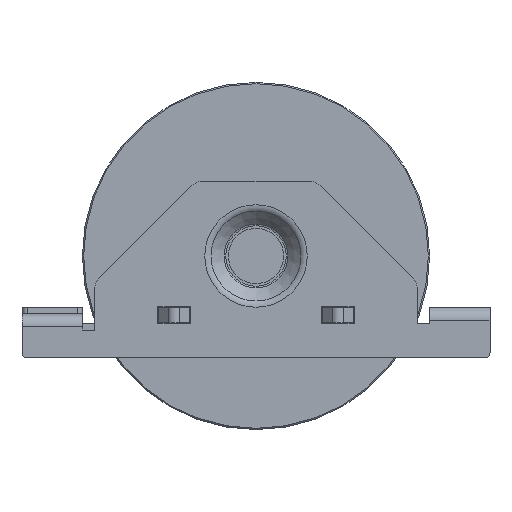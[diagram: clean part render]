
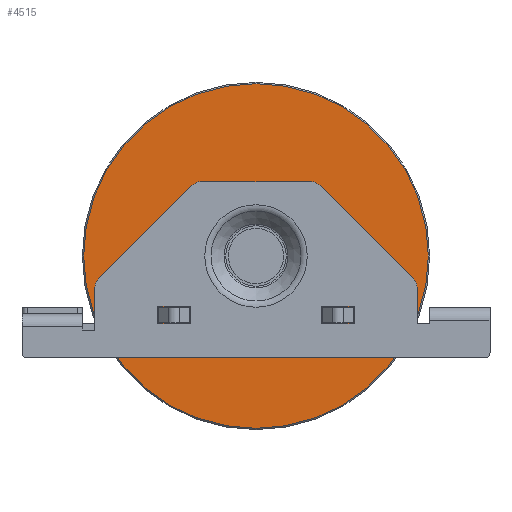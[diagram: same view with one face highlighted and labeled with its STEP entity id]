
A CAD part, front view. The second image highlights one B-rep face of the part: STEP entity #4515.
In plain terms, the highlighted planar face has unit normal (0, -1, 0).
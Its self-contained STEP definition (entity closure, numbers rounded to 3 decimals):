
#135=FACE_BOUND('',#534,.T.);
#187=PLANE('',#4786);
#305=FACE_OUTER_BOUND('',#533,.T.);
#533=EDGE_LOOP('',(#3011));
#534=EDGE_LOOP('',(#3012,#3013));
#1565=CIRCLE('',#4783,68.5);
#1567=CIRCLE('',#4787,26.);
#1568=CIRCLE('',#4788,26.);
#1846=VERTEX_POINT('',#6730);
#1848=VERTEX_POINT('',#6738);
#1849=VERTEX_POINT('',#6739);
#2322=EDGE_CURVE('',#1846,#1846,#1565,.T.);
#2325=EDGE_CURVE('',#1848,#1849,#1567,.T.);
#2326=EDGE_CURVE('',#1849,#1848,#1568,.T.);
#3011=ORIENTED_EDGE('',*,*,#2322,.F.);
#3012=ORIENTED_EDGE('',*,*,#2325,.T.);
#3013=ORIENTED_EDGE('',*,*,#2326,.T.);
#4515=ADVANCED_FACE('',(#305,#135),#187,.F.);
#4783=AXIS2_PLACEMENT_3D('',#6732,#5335,#5336);
#4786=AXIS2_PLACEMENT_3D('',#6737,#5342,#5343);
#4787=AXIS2_PLACEMENT_3D('',#6740,#5344,#5345);
#4788=AXIS2_PLACEMENT_3D('',#6741,#5346,#5347);
#5335=DIRECTION('center_axis',(0.,1.,0.));
#5336=DIRECTION('ref_axis',(-1.,0.,0.));
#5342=DIRECTION('center_axis',(0.,1.,0.));
#5343=DIRECTION('ref_axis',(-1.,0.,0.));
#5344=DIRECTION('center_axis',(0.,1.,0.));
#5345=DIRECTION('ref_axis',(0.,0.,
1.));
#5346=DIRECTION('center_axis',(0.,1.,0.));
#5347=DIRECTION('ref_axis',(0.,0.,
1.));
#6730=CARTESIAN_POINT('',(68.5,-12.5,0.));
#6732=CARTESIAN_POINT('Origin',(0.,-12.5,0.));
#6737=CARTESIAN_POINT('Origin',(0.,-12.5,0.));
#6738=CARTESIAN_POINT('',(0.,-12.5,26.));
#6739=CARTESIAN_POINT('',(0.,-12.5,-26.));
#6740=CARTESIAN_POINT('Origin',(0.,-12.5,0.));
#6741=CARTESIAN_POINT('Origin',(0.,-12.5,0.));
